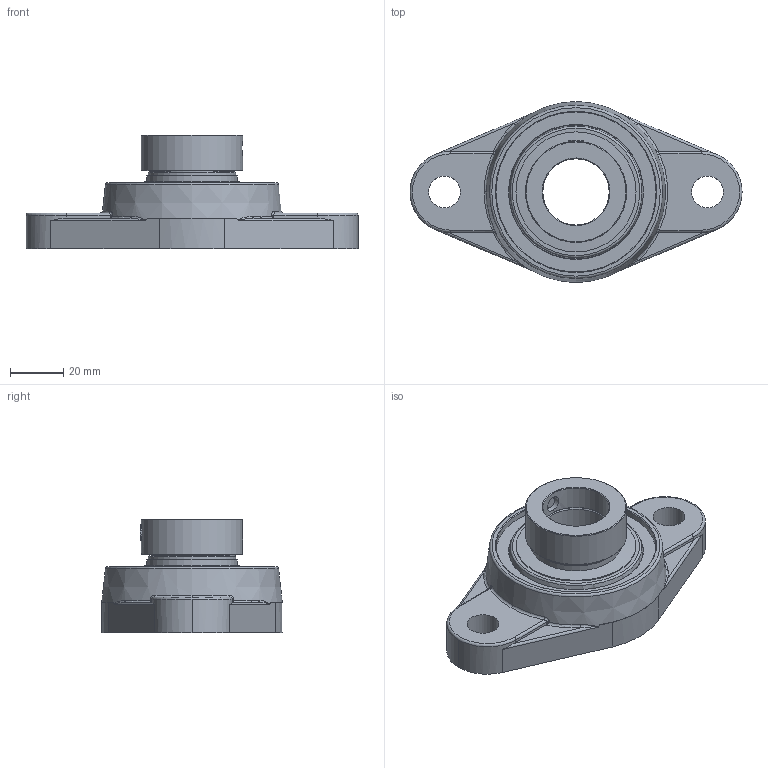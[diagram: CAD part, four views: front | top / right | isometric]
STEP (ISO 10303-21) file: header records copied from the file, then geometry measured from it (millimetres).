
FILE_DESCRIPTION(('HOOPS Exchange Step'),'2;1');
FILE_NAME('export-F98163C5-2AA0-46E5-9CE5-B29E769AAE80.stp','2020-05-18T14:52:22-07:00',('dkerr'),('Alibre'),'HOOPS Exchange 2020.0','Alibre','Unknown authorisation');
FILE_SCHEMA( ('AP242_MANAGED_MODEL_BASED_3D_ENGINEERING_MIM_LF {1 0 10303 442 1 1 4 }') );
Length unit declared in the file: inch
Products named in the file (8): MRN SFTM L4L 205; SNC 205 (Ball Bearing); SNC 205 (Shield); SNC 205 (Setscrew); SNC 205 (Collar); SNC 205 L4L (25mm) (Race); MRN SNC 205 L4L (25mm); MRN SNCSFTM 205 L4L (25mm)
Assembly tree (8 placements, depth 3):
  MRN SNCSFTM 205 L4L (25mm)
    MRN SFTM L4L 205
    MRN SNC 205 L4L (25mm)
      SNC 205 (Ball Bearing)
      SNC 205 (Shield)  x2
      SNC 205 (Setscrew)
      SNC 205 (Collar)
      SNC 205 L4L (25mm) (Race)
Bounding box: 125 x 68 x 42.9 mm (x, y, z)
Volume: 85984.3 mm3; surface area: 40809.5 mm2
Topology: 16 solids, 16 shells, 167 faces, 451 edges, 295 vertices
Faces by surface type: plane 50, cylinder 47, torus 22, cone 16, sphere 16, bspline 16
Full cylindrical faces by diameter (mm): 5.994 x1, 6 x2, 12 x2, 25 x2, 30.683 x2, 33.02 x4, 34.036 x2, 38.1 x1, 44.063 x2, 45.212 x2, 55.143 x1, 60.25 x1
Entity records: 11987 total; most frequent: CARTESIAN_POINT 7797, DIRECTION 880, ORIENTED_EDGE 812, EDGE_CURVE 406, AXIS2_PLACEMENT_3D 382, VERTEX_POINT 281, CIRCLE 214, EDGE_LOOP 181
